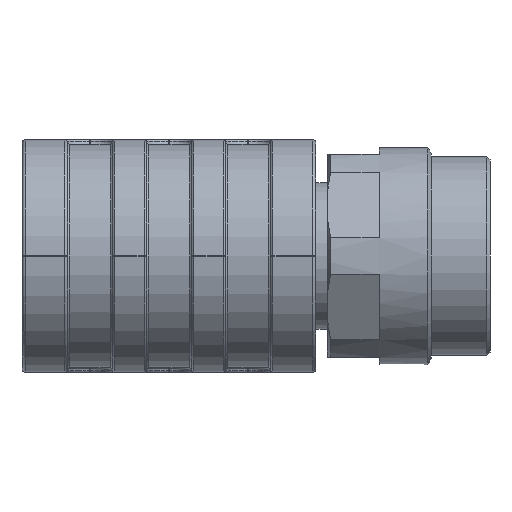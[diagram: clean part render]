
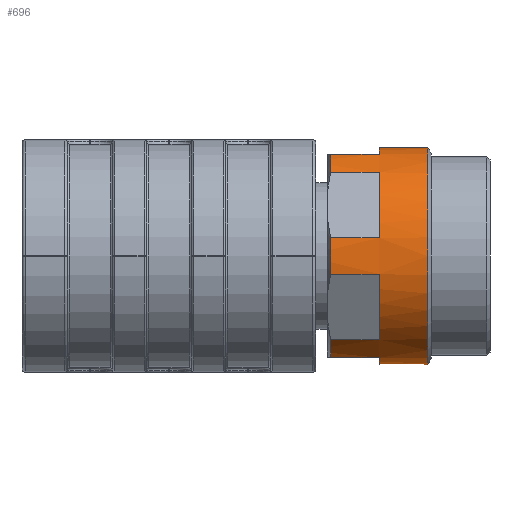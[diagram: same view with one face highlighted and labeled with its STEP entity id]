
A CAD part, front view. The second image highlights one B-rep face of the part: STEP entity #696.
In plain terms, the highlighted cylindrical face has radius 4.8 mm (diameter 9.6 mm), a full revolution.
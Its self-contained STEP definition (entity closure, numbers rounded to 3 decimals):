
#451=CYLINDRICAL_SURFACE('',#3992,4.8);
#696=ADVANCED_FACE('',(#827,#828),#451,.T.);
#827=FACE_BOUND('',#1076,.T.);
#828=FACE_BOUND('',#1077,.T.);
#1076=EDGE_LOOP('',(#2376));
#1077=EDGE_LOOP('',(#2377,#2378,#2379,#2380,#2381,#2382,#2383,#2384,#2385,
#2386,#2387,#2388,#2389,#2390,#2391,#2392,#2393,#2394,#2395,#2396,#2397,
#2398,#2399,#2400));
#1265=LINE('',#6336,#1453);
#1266=LINE('',#6337,#1454);
#1268=LINE('',#6340,#1456);
#1270=LINE('',#6344,#1458);
#1272=LINE('',#6349,#1460);
#1274=LINE('',#6353,#1462);
#1276=LINE('',#6358,#1464);
#1278=LINE('',#6362,#1466);
#1280=LINE('',#6367,#1468);
#1282=LINE('',#6371,#1470);
#1284=LINE('',#6376,#1472);
#1286=LINE('',#6380,#1474);
#1453=VECTOR('',#5056,1.);
#1454=VECTOR('',#5057,1.);
#1456=VECTOR('',#5061,1.);
#1458=VECTOR('',#5063,1.);
#1460=VECTOR('',#5071,1.);
#1462=VECTOR('',#5073,1.);
#1464=VECTOR('',#5081,1.);
#1466=VECTOR('',#5083,1.);
#1468=VECTOR('',#5091,1.);
#1470=VECTOR('',#5093,1.);
#1472=VECTOR('',#5101,1.);
#1474=VECTOR('',#5103,1.);
#2376=ORIENTED_EDGE('',*,*,#3163,.T.);
#2377=ORIENTED_EDGE('',*,*,#3195,.F.);
#2378=ORIENTED_EDGE('',*,*,#3188,.T.);
#2379=ORIENTED_EDGE('',*,*,#3200,.F.);
#2380=ORIENTED_EDGE('',*,*,#3201,.T.);
#2381=ORIENTED_EDGE('',*,*,#3198,.F.);
#2382=ORIENTED_EDGE('',*,*,#3176,.T.);
#2383=ORIENTED_EDGE('',*,*,#3205,.F.);
#2384=ORIENTED_EDGE('',*,*,#3206,.T.);
#2385=ORIENTED_EDGE('',*,*,#3203,.F.);
#2386=ORIENTED_EDGE('',*,*,#3180,.T.);
#2387=ORIENTED_EDGE('',*,*,#3210,.F.);
#2388=ORIENTED_EDGE('',*,*,#3211,.T.);
#2389=ORIENTED_EDGE('',*,*,#3208,.F.);
#2390=ORIENTED_EDGE('',*,*,#3168,.T.);
#2391=ORIENTED_EDGE('',*,*,#3215,.F.);
#2392=ORIENTED_EDGE('',*,*,#3216,.T.);
#2393=ORIENTED_EDGE('',*,*,#3213,.F.);
#2394=ORIENTED_EDGE('',*,*,#3184,.T.);
#2395=ORIENTED_EDGE('',*,*,#3220,.F.);
#2396=ORIENTED_EDGE('',*,*,#3221,.T.);
#2397=ORIENTED_EDGE('',*,*,#3218,.F.);
#2398=ORIENTED_EDGE('',*,*,#3172,.T.);
#2399=ORIENTED_EDGE('',*,*,#3196,.F.);
#2400=ORIENTED_EDGE('',*,*,#3193,.T.);
#2698=VERTEX_POINT('',#6227);
#2701=VERTEX_POINT('',#6236);
#2703=VERTEX_POINT('',#6243);
#2705=VERTEX_POINT('',#6251);
#2707=VERTEX_POINT('',#6258);
#2709=VERTEX_POINT('',#6266);
#2711=VERTEX_POINT('',#6273);
#2713=VERTEX_POINT('',#6281);
#2715=VERTEX_POINT('',#6288);
#2717=VERTEX_POINT('',#6296);
#2719=VERTEX_POINT('',#6303);
#2721=VERTEX_POINT('',#6311);
#2723=VERTEX_POINT('',#6318);
#2727=VERTEX_POINT('',#6331);
#2728=VERTEX_POINT('',#6332);
#2729=VERTEX_POINT('',#6341);
#2730=VERTEX_POINT('',#6343);
#2731=VERTEX_POINT('',#6350);
#2732=VERTEX_POINT('',#6352);
#2733=VERTEX_POINT('',#6359);
#2734=VERTEX_POINT('',#6361);
#2735=VERTEX_POINT('',#6368);
#2736=VERTEX_POINT('',#6370);
#2737=VERTEX_POINT('',#6377);
#2738=VERTEX_POINT('',#6379);
#3163=EDGE_CURVE('',#2698,#2698,#3489,.T.);
#3168=EDGE_CURVE('',#2701,#2703,#3492,.T.);
#3172=EDGE_CURVE('',#2705,#2707,#3494,.T.);
#3176=EDGE_CURVE('',#2709,#2711,#3496,.T.);
#3180=EDGE_CURVE('',#2713,#2715,#3498,.T.);
#3184=EDGE_CURVE('',#2717,#2719,#3500,.T.);
#3188=EDGE_CURVE('',#2721,#2723,#3502,.T.);
#3193=EDGE_CURVE('',#2728,#2727,#3506,.T.);
#3195=EDGE_CURVE('',#2721,#2727,#1265,.T.);
#3196=EDGE_CURVE('',#2728,#2707,#1266,.T.);
#3198=EDGE_CURVE('',#2709,#2729,#1268,.T.);
#3200=EDGE_CURVE('',#2730,#2723,#1270,.T.);
#3201=EDGE_CURVE('',#2730,#2729,#3507,.T.);
#3203=EDGE_CURVE('',#2713,#2731,#1272,.T.);
#3205=EDGE_CURVE('',#2732,#2711,#1274,.T.);
#3206=EDGE_CURVE('',#2732,#2731,#3508,.T.);
#3208=EDGE_CURVE('',#2701,#2733,#1276,.T.);
#3210=EDGE_CURVE('',#2734,#2715,#1278,.T.);
#3211=EDGE_CURVE('',#2734,#2733,#3509,.T.);
#3213=EDGE_CURVE('',#2717,#2735,#1280,.T.);
#3215=EDGE_CURVE('',#2736,#2703,#1282,.T.);
#3216=EDGE_CURVE('',#2736,#2735,#3510,.T.);
#3218=EDGE_CURVE('',#2705,#2737,#1284,.T.);
#3220=EDGE_CURVE('',#2738,#2719,#1286,.T.);
#3221=EDGE_CURVE('',#2738,#2737,#3511,.T.);
#3489=CIRCLE('',#3940,4.8);
#3492=CIRCLE('',#3944,4.8);
#3494=CIRCLE('',#3947,4.8);
#3496=CIRCLE('',#3950,4.8);
#3498=CIRCLE('',#3953,4.8);
#3500=CIRCLE('',#3956,4.8);
#3502=CIRCLE('',#3959,4.8);
#3506=CIRCLE('',#3967,4.8);
#3507=CIRCLE('',#3971,4.8);
#3508=CIRCLE('',#3974,4.8);
#3509=CIRCLE('',#3977,4.8);
#3510=CIRCLE('',#3980,4.8);
#3511=CIRCLE('',#3983,4.8);
#3940=AXIS2_PLACEMENT_3D('',#6226,#4996,#4997);
#3944=AXIS2_PLACEMENT_3D('',#6244,#5004,#5005);
#3947=AXIS2_PLACEMENT_3D('',#6259,#5010,#5011);
#3950=AXIS2_PLACEMENT_3D('',#6274,#5016,#5017);
#3953=AXIS2_PLACEMENT_3D('',#6289,#5022,#5023);
#3956=AXIS2_PLACEMENT_3D('',#6304,#5028,#5029);
#3959=AXIS2_PLACEMENT_3D('',#6319,#5034,#5035);
#3967=AXIS2_PLACEMENT_3D('',#6333,#5051,#5052);
#3971=AXIS2_PLACEMENT_3D('',#6346,#5066,#5067);
#3974=AXIS2_PLACEMENT_3D('',#6355,#5076,#5077);
#3977=AXIS2_PLACEMENT_3D('',#6364,#5086,#5087);
#3980=AXIS2_PLACEMENT_3D('',#6373,#5096,#5097);
#3983=AXIS2_PLACEMENT_3D('',#6382,#5106,#5107);
#3992=AXIS2_PLACEMENT_3D('',#6416,#5124,#5125);
#4996=DIRECTION('',(-1.,0.,0.));
#4997=DIRECTION('',(0.,0.,1.));
#5004=DIRECTION('',(1.,0.,0.));
#5005=DIRECTION('',(0.,0.,1.));
#5010=DIRECTION('',(1.,0.,0.));
#5011=DIRECTION('',(0.,0.,1.));
#5016=DIRECTION('',(1.,0.,0.));
#5017=DIRECTION('',(0.,0.,1.));
#5022=DIRECTION('',(1.,0.,0.));
#5023=DIRECTION('',(0.,0.,1.));
#5028=DIRECTION('',(1.,0.,0.));
#5029=DIRECTION('',(0.,0.,1.));
#5034=DIRECTION('',(1.,0.,0.));
#5035=DIRECTION('',(0.,0.,1.));
#5051=DIRECTION('',(1.,0.,0.));
#5052=DIRECTION('',(0.,0.,1.));
#5056=DIRECTION('',(1.,0.,0.));
#5057=DIRECTION('',(-1.,0.,0.));
#5061=DIRECTION('',(1.,0.,0.));
#5063=DIRECTION('',(-1.,0.,0.));
#5066=DIRECTION('',(1.,0.,0.));
#5067=DIRECTION('',(0.,0.,1.));
#5071=DIRECTION('',(1.,0.,0.));
#5073=DIRECTION('',(-1.,0.,0.));
#5076=DIRECTION('',(1.,0.,0.));
#5077=DIRECTION('',(0.,0.,1.));
#5081=DIRECTION('',(1.,0.,0.));
#5083=DIRECTION('',(-1.,0.,0.));
#5086=DIRECTION('',(1.,0.,0.));
#5087=DIRECTION('',(0.,0.,1.));
#5091=DIRECTION('',(1.,0.,0.));
#5093=DIRECTION('',(-1.,0.,0.));
#5096=DIRECTION('',(1.,0.,0.));
#5097=DIRECTION('',(0.,0.,1.));
#5101=DIRECTION('',(1.,0.,0.));
#5103=DIRECTION('',(-1.,0.,0.));
#5106=DIRECTION('',(1.,0.,0.));
#5107=DIRECTION('',(0.,0.,1.));
#5124=DIRECTION('',(1.,0.,0.));
#5125=DIRECTION('',(0.,0.,-1.));
#6226=CARTESIAN_POINT('',(60.253,20.5,29.5));
#6227=CARTESIAN_POINT('',(60.253,20.5,34.3));
#6236=CARTESIAN_POINT('',(55.953,23.562,33.197));
#6243=CARTESIAN_POINT('',(55.953,22.17,34.));
#6244=CARTESIAN_POINT('',(55.953,20.5,29.5));
#6251=CARTESIAN_POINT('',(55.953,15.768,30.303));
#6258=CARTESIAN_POINT('',(55.953,15.768,28.697));
#6259=CARTESIAN_POINT('',(55.953,20.5,29.5));
#6266=CARTESIAN_POINT('',(55.953,22.17,25.));
#6273=CARTESIAN_POINT('',(55.953,23.562,25.803));
#6274=CARTESIAN_POINT('',(55.953,20.5,29.5));
#6281=CARTESIAN_POINT('',(55.953,25.232,28.697));
#6288=CARTESIAN_POINT('',(55.953,25.232,30.303));
#6289=CARTESIAN_POINT('',(55.953,20.5,29.5));
#6296=CARTESIAN_POINT('',(55.953,18.83,34.));
#6303=CARTESIAN_POINT('',(55.953,17.438,33.197));
#6304=CARTESIAN_POINT('',(55.953,20.5,29.5));
#6311=CARTESIAN_POINT('',(55.953,17.438,25.803));
#6318=CARTESIAN_POINT('',(55.953,18.83,25.));
#6319=CARTESIAN_POINT('',(55.953,20.5,29.5));
#6331=CARTESIAN_POINT('',(58.103,17.438,25.803));
#6332=CARTESIAN_POINT('',(58.103,15.768,28.697));
#6333=CARTESIAN_POINT('',(58.103,20.5,29.5));
#6336=CARTESIAN_POINT('',(87.803,17.438,25.803));
#6337=CARTESIAN_POINT('',(87.803,15.768,28.697));
#6340=CARTESIAN_POINT('',(87.803,22.17,25.));
#6341=CARTESIAN_POINT('',(58.103,22.17,25.));
#6343=CARTESIAN_POINT('',(58.103,18.83,25.));
#6344=CARTESIAN_POINT('',(87.803,18.83,25.));
#6346=CARTESIAN_POINT('',(58.103,20.5,29.5));
#6349=CARTESIAN_POINT('',(87.803,25.232,28.697));
#6350=CARTESIAN_POINT('',(58.103,25.232,28.697));
#6352=CARTESIAN_POINT('',(58.103,23.562,25.803));
#6353=CARTESIAN_POINT('',(87.803,23.562,25.803));
#6355=CARTESIAN_POINT('',(58.103,20.5,29.5));
#6358=CARTESIAN_POINT('',(87.803,23.562,33.197));
#6359=CARTESIAN_POINT('',(58.103,23.562,33.197));
#6361=CARTESIAN_POINT('',(58.103,25.232,30.303));
#6362=CARTESIAN_POINT('',(87.803,25.232,30.303));
#6364=CARTESIAN_POINT('',(58.103,20.5,29.5));
#6367=CARTESIAN_POINT('',(87.803,18.83,34.));
#6368=CARTESIAN_POINT('',(58.103,18.83,34.));
#6370=CARTESIAN_POINT('',(58.103,22.17,34.));
#6371=CARTESIAN_POINT('',(87.803,22.17,34.));
#6373=CARTESIAN_POINT('',(58.103,20.5,29.5));
#6376=CARTESIAN_POINT('',(87.803,15.768,30.303));
#6377=CARTESIAN_POINT('',(58.103,15.768,30.303));
#6379=CARTESIAN_POINT('',(58.103,17.438,33.197));
#6380=CARTESIAN_POINT('',(87.803,17.438,33.197));
#6382=CARTESIAN_POINT('',(58.103,20.5,29.5));
#6416=CARTESIAN_POINT('',(87.803,20.5,29.5));
